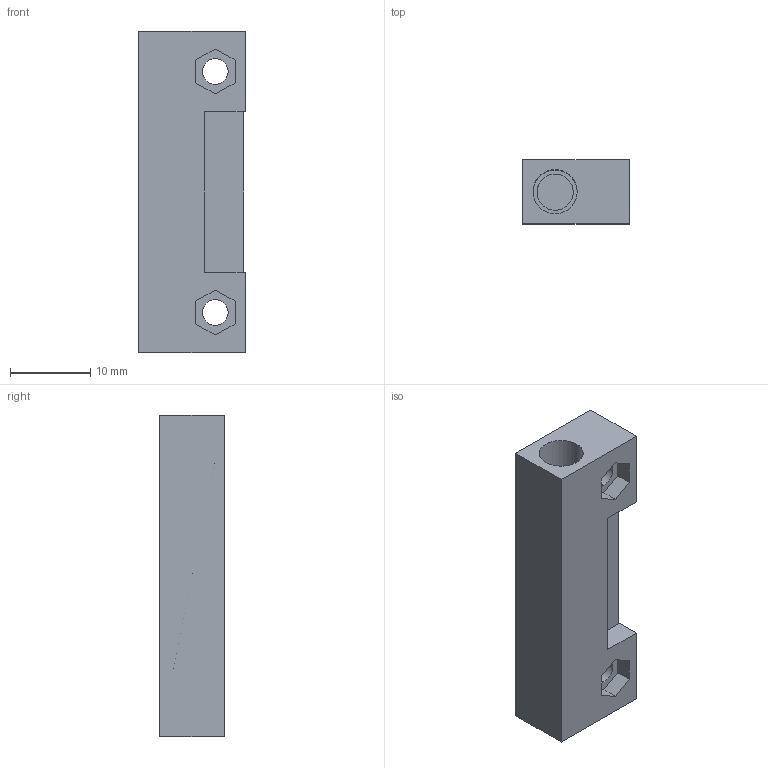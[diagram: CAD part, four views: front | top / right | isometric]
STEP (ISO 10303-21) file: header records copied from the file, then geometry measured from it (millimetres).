
FILE_DESCRIPTION (( 'STEP AP214' ), '1' );
FILE_NAME ('M303.STEP', '2021-12-30T09:23:43', ( '' ), ( '' ), 'SwSTEP 2.0', 'SolidWorks 2021', '' );
FILE_SCHEMA (( 'AUTOMOTIVE_DESIGN' ));
Length unit declared in the file: millimetre
Products named in the file (2): Corpo_0-6; M303
Assembly tree (1 placements, depth 2):
  M303
    Corpo_0-6
Bounding box: 13.2 x 8 x 40 mm (x, y, z)
Volume: 2555.3 mm3; surface area: 2766.3 mm2
Topology: 1 solids, 1 shells, 52 faces, 132 edges, 88 vertices
Faces by surface type: plane 44, cylinder 8
Entity records: 1626 total; most frequent: CARTESIAN_POINT 276, ORIENTED_EDGE 264, DIRECTION 260, EDGE_CURVE 132, LINE 116, VECTOR 116, VERTEX_POINT 88, AXIS2_PLACEMENT_3D 72
